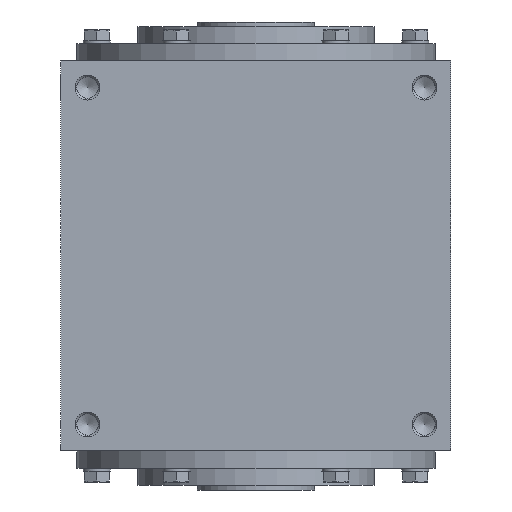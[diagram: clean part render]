
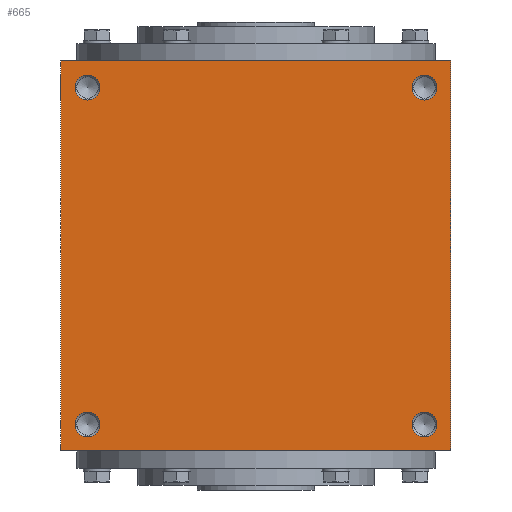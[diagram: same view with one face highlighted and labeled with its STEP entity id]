
A CAD part, left-side view. The second image highlights one B-rep face of the part: STEP entity #665.
In plain terms, the highlighted face is planar.
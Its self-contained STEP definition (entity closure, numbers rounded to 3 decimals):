
#665 = ADVANCED_FACE( '', ( #1345, #1346, #1347, #1348, #1349 ), #1350, .F. );
#1345 = FACE_BOUND( '', #2065, .T. );
#1346 = FACE_BOUND( '', #2066, .T. );
#1347 = FACE_BOUND( '', #2067, .T. );
#1348 = FACE_BOUND( '', #2068, .T. );
#1349 = FACE_OUTER_BOUND( '', #2069, .T. );
#1350 = PLANE( '', #2070 );
#2065 = EDGE_LOOP( '', ( #3222 ) );
#2066 = EDGE_LOOP( '', ( #3223 ) );
#2067 = EDGE_LOOP( '', ( #3224 ) );
#2068 = EDGE_LOOP( '', ( #3225 ) );
#2069 = EDGE_LOOP( '', ( #3226, #3227, #3228, #3229 ) );
#2070 = AXIS2_PLACEMENT_3D( '', #3230, #3231, #3232 );
#3222 = ORIENTED_EDGE( '', *, *, #4015, .F. );
#3223 = ORIENTED_EDGE( '', *, *, #4151, .T. );
#3224 = ORIENTED_EDGE( '', *, *, #4135, .F. );
#3225 = ORIENTED_EDGE( '', *, *, #4040, .T. );
#3226 = ORIENTED_EDGE( '', *, *, #3920, .F. );
#3227 = ORIENTED_EDGE( '', *, *, #4071, .F. );
#3228 = ORIENTED_EDGE( '', *, *, #4024, .F. );
#3229 = ORIENTED_EDGE( '', *, *, #4152, .F. );
#3230 = CARTESIAN_POINT( '', ( 0., 0., -125. ) );
#3231 = DIRECTION( '', ( 0., 0., 1. ) );
#3232 = DIRECTION( '', ( 1., 0., 0. ) );
#3920 = EDGE_CURVE( '', #4575, #4576, #4577, .T. );
#4015 = EDGE_CURVE( '', #4713, #4713, #4714, .T. );
#4024 = EDGE_CURVE( '', #4728, #4729, #4730, .T. );
#4040 = EDGE_CURVE( '', #4751, #4751, #4752, .T. );
#4071 = EDGE_CURVE( '', #4729, #4575, #4801, .T. );
#4135 = EDGE_CURVE( '', #4883, #4883, #4884, .T. );
#4151 = EDGE_CURVE( '', #4902, #4902, #4903, .T. );
#4152 = EDGE_CURVE( '', #4576, #4728, #4904, .T. );
#4575 = VERTEX_POINT( '', #5412 );
#4576 = VERTEX_POINT( '', #5413 );
#4577 = LINE( '', #5414, #5415 );
#4713 = VERTEX_POINT( '', #5584 );
#4714 = CIRCLE( '', #5585, 8. );
#4728 = VERTEX_POINT( '', #5599 );
#4729 = VERTEX_POINT( '', #5600 );
#4730 = LINE( '', #5601, #5602 );
#4751 = VERTEX_POINT( '', #5628 );
#4752 = CIRCLE( '', #5629, 8. );
#4801 = LINE( '', #5688, #5689 );
#4883 = VERTEX_POINT( '', #5803 );
#4884 = CIRCLE( '', #5804, 8. );
#4902 = VERTEX_POINT( '', #5834 );
#4903 = CIRCLE( '', #5835, 8. );
#4904 = LINE( '', #5836, #5837 );
#5412 = CARTESIAN_POINT( '', ( -125., 125., -125. ) );
#5413 = CARTESIAN_POINT( '', ( -125., -125., -125. ) );
#5414 = CARTESIAN_POINT( '', ( -125., 125., -125. ) );
#5415 = VECTOR( '', #6345, 1000. );
#5584 = CARTESIAN_POINT( '', ( -116., 108., -125. ) );
#5585 = AXIS2_PLACEMENT_3D( '', #6491, #6492, #6493 );
#5599 = CARTESIAN_POINT( '', ( 125., -125., -125. ) );
#5600 = CARTESIAN_POINT( '', ( 125., 125., -125. ) );
#5601 = CARTESIAN_POINT( '', ( 125., -125., -125. ) );
#5602 = VECTOR( '', #6512, 1000. );
#5628 = CARTESIAN_POINT( '', ( 116., -108., -125. ) );
#5629 = AXIS2_PLACEMENT_3D( '', #6530, #6531, #6532 );
#5688 = CARTESIAN_POINT( '', ( 125., 125., -125. ) );
#5689 = VECTOR( '', #6586, 1000. );
#5803 = CARTESIAN_POINT( '', ( -116., -108., -125. ) );
#5804 = AXIS2_PLACEMENT_3D( '', #6662, #6663, #6664 );
#5834 = CARTESIAN_POINT( '', ( 116., 108., -125. ) );
#5835 = AXIS2_PLACEMENT_3D( '', #6676, #6677, #6678 );
#5836 = CARTESIAN_POINT( '', ( -125., -125., -125. ) );
#5837 = VECTOR( '', #6679, 1000. );
#6345 = DIRECTION( '', ( 0., -1., 0. ) );
#6491 = CARTESIAN_POINT( '', ( -108., 108., -125. ) );
#6492 = DIRECTION( '', ( 0., 0., -1. ) );
#6493 = DIRECTION( '', ( -1., 0., 0. ) );
#6512 = DIRECTION( '', ( 0., 1., 0. ) );
#6530 = CARTESIAN_POINT( '', ( 108., -108., -125. ) );
#6531 = DIRECTION( '', ( 0., 0., 1. ) );
#6532 = DIRECTION( '', ( 1., 0., 0. ) );
#6586 = DIRECTION( '', ( -1., 0., 0. ) );
#6662 = CARTESIAN_POINT( '', ( -108., -108., -125. ) );
#6663 = DIRECTION( '', ( 0., 0., -1. ) );
#6664 = DIRECTION( '', ( -1., 0., 0. ) );
#6676 = CARTESIAN_POINT( '', ( 108., 108., -125. ) );
#6677 = DIRECTION( '', ( 0., 0., 1. ) );
#6678 = DIRECTION( '', ( 1., 0., 0. ) );
#6679 = DIRECTION( '', ( 1., 0., 0. ) );
